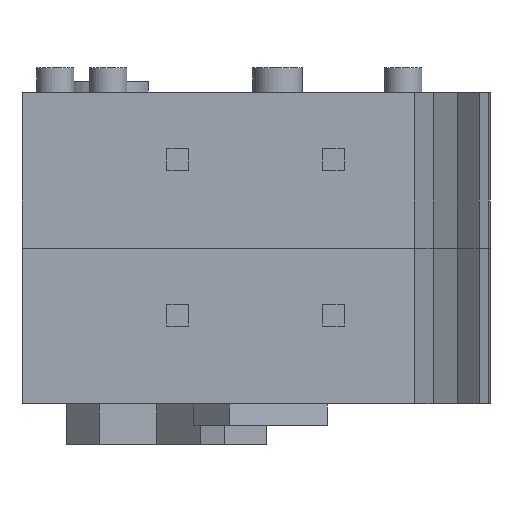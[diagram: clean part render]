
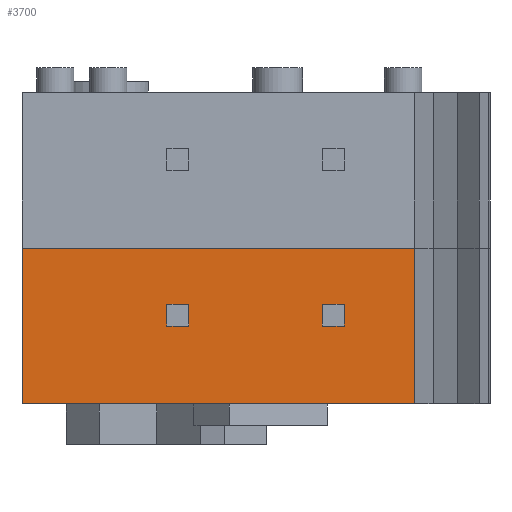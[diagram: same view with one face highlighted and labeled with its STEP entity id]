
A CAD part, front view. The second image highlights one B-rep face of the part: STEP entity #3700.
In plain terms, the highlighted planar face has unit normal (0, -1, 0).
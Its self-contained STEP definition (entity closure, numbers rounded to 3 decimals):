
#89 = CARTESIAN_POINT ( 'NONE',  ( 0.35, 0., 3.2 ) ) ;
#201 = VERTEX_POINT ( 'NONE', #541 ) ;
#246 = EDGE_LOOP ( 'NONE', ( #3828, #4870, #2884, #1317 ) ) ;
#256 = LINE ( 'NONE', #3810, #1149 ) ;
#316 = CARTESIAN_POINT ( 'NONE',  ( -5., 0., 0. ) ) ;
#408 = VERTEX_POINT ( 'NONE', #4582 ) ;
#411 = EDGE_CURVE ( 'NONE', #3407, #201, #3003, .T. ) ;
#442 = PLANE ( 'NONE',  #4755 ) ;
#466 = CARTESIAN_POINT ( 'NONE',  ( -5., 0., 2.5 ) ) ;
#541 = CARTESIAN_POINT ( 'NONE',  ( 0.35, 0., 2.5 ) ) ;
#557 = ORIENTED_EDGE ( 'NONE', *, *, #411, .F. ) ;
#561 = VERTEX_POINT ( 'NONE', #89 ) ;
#707 = CARTESIAN_POINT ( 'NONE',  ( 4.65, 0., 3.2 ) ) ;
#793 = VECTOR ( 'NONE', #4782, 1000. ) ;
#803 = EDGE_CURVE ( 'NONE', #3735, #3324, #256, .T. ) ;
#819 = VECTOR ( 'NONE', #1864, 1000. ) ;
#830 = EDGE_CURVE ( 'NONE', #408, #1384, #2568, .T. ) ;
#834 = DIRECTION ( 'NONE',  ( 0., 1., 0. ) ) ;
#914 = DIRECTION ( 'NONE',  ( 1., 0., 0. ) ) ;
#1029 = VECTOR ( 'NONE', #914, 1000. ) ;
#1074 = CARTESIAN_POINT ( 'NONE',  ( -0.35, 0., 3.2 ) ) ;
#1124 = LINE ( 'NONE', #3439, #4157 ) ;
#1135 = DIRECTION ( 'NONE',  ( 0., 0., -1. ) ) ;
#1149 = VECTOR ( 'NONE', #1454, 1000. ) ;
#1172 = EDGE_CURVE ( 'NONE', #3798, #3407, #4056, .T. ) ;
#1180 = DIRECTION ( 'NONE',  ( 0., 0., 1. ) ) ;
#1223 = LINE ( 'NONE', #1074, #3252 ) ;
#1317 = ORIENTED_EDGE ( 'NONE', *, *, #2759, .F. ) ;
#1384 = VERTEX_POINT ( 'NONE', #4437 ) ;
#1430 = EDGE_CURVE ( 'NONE', #4210, #2002, #5068, .T. ) ;
#1437 = VECTOR ( 'NONE', #3100, 1000. ) ;
#1454 = DIRECTION ( 'NONE',  ( -1., 0., 0. ) ) ;
#1479 = FACE_BOUND ( 'NONE', #1893, .T. ) ;
#1525 = CARTESIAN_POINT ( 'NONE',  ( 4.65, 0., 2.5 ) ) ;
#1607 = LINE ( 'NONE', #316, #1437 ) ;
#1706 = VECTOR ( 'NONE', #3237, 1000. ) ;
#1859 = DIRECTION ( 'NONE',  ( -1., 0., 0. ) ) ;
#1864 = DIRECTION ( 'NONE',  ( 0., 0., -1. ) ) ;
#1876 = DIRECTION ( 'NONE',  ( 0., 0., -1. ) ) ;
#1893 = EDGE_LOOP ( 'NONE', ( #4407, #4265, #3960, #2529 ) ) ;
#1912 = VECTOR ( 'NONE', #3244, 1000. ) ;
#1967 = EDGE_CURVE ( 'NONE', #3615, #3762, #1607, .T. ) ;
#1977 = EDGE_CURVE ( 'NONE', #3324, #4210, #2053, .T. ) ;
#2002 = VERTEX_POINT ( 'NONE', #5089 ) ;
#2053 = LINE ( 'NONE', #1525, #2419 ) ;
#2130 = DIRECTION ( 'NONE',  ( 0., 0., 1. ) ) ;
#2167 = ORIENTED_EDGE ( 'NONE', *, *, #4230, .F. ) ;
#2333 = LINE ( 'NONE', #2844, #1706 ) ;
#2411 = CARTESIAN_POINT ( 'NONE',  ( -5., 0., 5. ) ) ;
#2419 = VECTOR ( 'NONE', #1135, 1000. ) ;
#2529 = ORIENTED_EDGE ( 'NONE', *, *, #1430, .F. ) ;
#2568 = LINE ( 'NONE', #4989, #4490 ) ;
#2626 = DIRECTION ( 'NONE',  ( 1., 0., 0. ) ) ;
#2759 = EDGE_CURVE ( 'NONE', #1384, #3615, #1124, .T. ) ;
#2844 = CARTESIAN_POINT ( 'NONE',  ( 5.35, 0., 3.2 ) ) ;
#2884 = ORIENTED_EDGE ( 'NONE', *, *, #1967, .F. ) ;
#2908 = CARTESIAN_POINT ( 'NONE',  ( -5., 0., 2.5 ) ) ;
#3003 = LINE ( 'NONE', #2908, #1029 ) ;
#3027 = EDGE_CURVE ( 'NONE', #3762, #408, #4586, .T. ) ;
#3100 = DIRECTION ( 'NONE',  ( -1., 0., 0. ) ) ;
#3237 = DIRECTION ( 'NONE',  ( 0., 0., 1. ) ) ;
#3244 = DIRECTION ( 'NONE',  ( 1., 0., 0. ) ) ;
#3252 = VECTOR ( 'NONE', #1859, 1000. ) ;
#3324 = VERTEX_POINT ( 'NONE', #707 ) ;
#3407 = VERTEX_POINT ( 'NONE', #3889 ) ;
#3439 = CARTESIAN_POINT ( 'NONE',  ( 7.6, 0., 5. ) ) ;
#3521 = FACE_OUTER_BOUND ( 'NONE', #246, .T. ) ;
#3545 = CARTESIAN_POINT ( 'NONE',  ( 7.6, 0., 0. ) ) ;
#3615 = VERTEX_POINT ( 'NONE', #3545 ) ;
#3700 = ADVANCED_FACE ( 'NONE', ( #1479, #4819, #3521 ), #442, .F. ) ;
#3735 = VERTEX_POINT ( 'NONE', #4772 ) ;
#3759 = CARTESIAN_POINT ( 'NONE',  ( 0.35, 0., 3.2 ) ) ;
#3762 = VERTEX_POINT ( 'NONE', #5131 ) ;
#3798 = VERTEX_POINT ( 'NONE', #4013 ) ;
#3810 = CARTESIAN_POINT ( 'NONE',  ( 4.65, 0., 3.2 ) ) ;
#3828 = ORIENTED_EDGE ( 'NONE', *, *, #830, .F. ) ;
#3872 = ORIENTED_EDGE ( 'NONE', *, *, #4809, .F. ) ;
#3889 = CARTESIAN_POINT ( 'NONE',  ( -0.35, 0., 2.5 ) ) ;
#3960 = ORIENTED_EDGE ( 'NONE', *, *, #4036, .F. ) ;
#3965 = CARTESIAN_POINT ( 'NONE',  ( -5., 0., 5. ) ) ;
#4013 = CARTESIAN_POINT ( 'NONE',  ( -0.35, 0., 3.2 ) ) ;
#4036 = EDGE_CURVE ( 'NONE', #2002, #3735, #2333, .T. ) ;
#4037 = LINE ( 'NONE', #3759, #4344 ) ;
#4056 = LINE ( 'NONE', #4248, #819 ) ;
#4157 = VECTOR ( 'NONE', #1876, 1000. ) ;
#4165 = EDGE_LOOP ( 'NONE', ( #4267, #2167, #3872, #557 ) ) ;
#4210 = VERTEX_POINT ( 'NONE', #4904 ) ;
#4230 = EDGE_CURVE ( 'NONE', #561, #3798, #1223, .T. ) ;
#4248 = CARTESIAN_POINT ( 'NONE',  ( -0.35, 0., 2.5 ) ) ;
#4265 = ORIENTED_EDGE ( 'NONE', *, *, #803, .F. ) ;
#4267 = ORIENTED_EDGE ( 'NONE', *, *, #1172, .F. ) ;
#4344 = VECTOR ( 'NONE', #2130, 1000. ) ;
#4407 = ORIENTED_EDGE ( 'NONE', *, *, #1977, .F. ) ;
#4437 = CARTESIAN_POINT ( 'NONE',  ( 7.6, 0., 5. ) ) ;
#4490 = VECTOR ( 'NONE', #2626, 1000. ) ;
#4582 = CARTESIAN_POINT ( 'NONE',  ( -5., 0., 5. ) ) ;
#4586 = LINE ( 'NONE', #2411, #793 ) ;
#4755 = AXIS2_PLACEMENT_3D ( 'NONE', #3965, #834, #1180 ) ;
#4772 = CARTESIAN_POINT ( 'NONE',  ( 5.35, 0., 3.2 ) ) ;
#4782 = DIRECTION ( 'NONE',  ( 0., 0., 1. ) ) ;
#4809 = EDGE_CURVE ( 'NONE', #201, #561, #4037, .T. ) ;
#4819 = FACE_BOUND ( 'NONE', #4165, .T. ) ;
#4870 = ORIENTED_EDGE ( 'NONE', *, *, #3027, .F. ) ;
#4904 = CARTESIAN_POINT ( 'NONE',  ( 4.65, 0., 2.5 ) ) ;
#4989 = CARTESIAN_POINT ( 'NONE',  ( 9.529, 0., 5. ) ) ;
#5068 = LINE ( 'NONE', #466, #1912 ) ;
#5089 = CARTESIAN_POINT ( 'NONE',  ( 5.35, 0., 2.5 ) ) ;
#5131 = CARTESIAN_POINT ( 'NONE',  ( -5., 0., 0. ) ) ;
